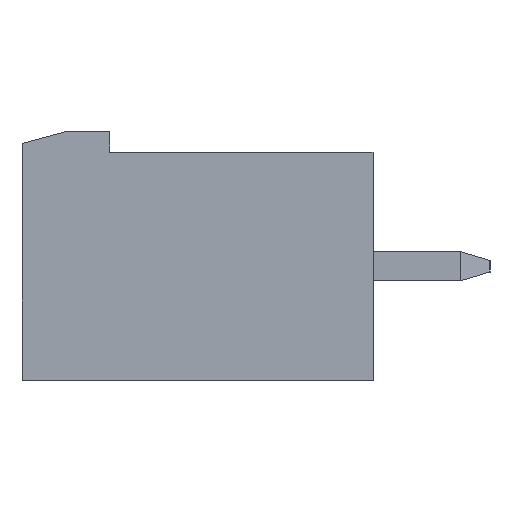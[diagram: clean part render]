
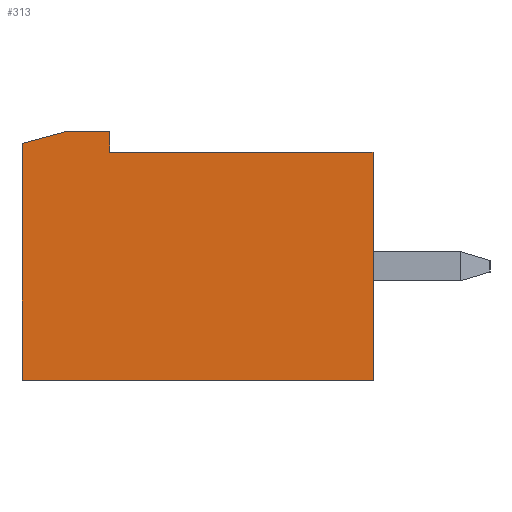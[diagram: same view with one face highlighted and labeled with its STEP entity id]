
A CAD part, left-side view. The second image highlights one B-rep face of the part: STEP entity #313.
In plain terms, the highlighted planar face has unit normal (-1, 0, 0).
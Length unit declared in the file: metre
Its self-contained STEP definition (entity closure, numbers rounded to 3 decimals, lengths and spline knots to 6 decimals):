
#313=ADVANCED_FACE('',(#756),#757,.F.);
#756=FACE_OUTER_BOUND('',#1334,.T.);
#757=PLANE('',#1335);
#1334=EDGE_LOOP('',(#2191,#2192,#2193,#2194,#2195,#2196,#2197));
#1335=AXIS2_PLACEMENT_3D('',#2198,#2199,#2200);
#2191=ORIENTED_EDGE('',*,*,#3678,.F.);
#2192=ORIENTED_EDGE('',*,*,#3679,.T.);
#2193=ORIENTED_EDGE('',*,*,#3680,.F.);
#2194=ORIENTED_EDGE('',*,*,#3681,.F.);
#2195=ORIENTED_EDGE('',*,*,#3682,.F.);
#2196=ORIENTED_EDGE('',*,*,#3683,.F.);
#2197=ORIENTED_EDGE('',*,*,#3684,.F.);
#2198=CARTESIAN_POINT('',(0.00529,0.0108,0.000622));
#2199=DIRECTION('',(1.0,0.0,0.0));
#2200=DIRECTION('',(0.0,1.0,0.0));
#3678=EDGE_CURVE('',#4490,#4491,#4492,.T.);
#3679=EDGE_CURVE('',#4490,#4493,#4494,.T.);
#3680=EDGE_CURVE('',#4495,#4493,#4496,.T.);
#3681=EDGE_CURVE('',#4497,#4495,#4498,.T.);
#3682=EDGE_CURVE('',#4499,#4497,#4500,.T.);
#3683=EDGE_CURVE('',#4501,#4499,#4502,.T.);
#3684=EDGE_CURVE('',#4491,#4501,#4503,.T.);
#4490=VERTEX_POINT('',#5655);
#4491=VERTEX_POINT('',#5656);
#4492=LINE('',#5657,#5658);
#4493=VERTEX_POINT('',#5659);
#4494=LINE('',#5660,#5661);
#4495=VERTEX_POINT('',#5662);
#4496=LINE('',#5663,#5664);
#4497=VERTEX_POINT('',#5665);
#4498=LINE('',#5666,#5667);
#4499=VERTEX_POINT('',#5668);
#4500=LINE('',#5669,#5670);
#4501=VERTEX_POINT('',#5671);
#4502=LINE('',#5672,#5673);
#4503=LINE('',#5674,#5675);
#5655=CARTESIAN_POINT('',(0.00529,0.,-0.0078));
#5656=CARTESIAN_POINT('',(0.00529,0.012,-0.0078));
#5657=CARTESIAN_POINT('',(0.00529,0.012,-0.0078));
#5658=VECTOR('',#6688,1.0);
#5659=CARTESIAN_POINT('',(0.00529,0.,0.));
#5660=CARTESIAN_POINT('',(0.00529,0.,0.));
#5661=VECTOR('',#6689,1.0);
#5662=CARTESIAN_POINT('',(0.00529,0.009,0.));
#5663=CARTESIAN_POINT('',(0.00529,0.0022,0.));
#5664=VECTOR('',#6690,1.0);
#5665=CARTESIAN_POINT('',(0.00529,0.009,0.0007));
#5666=CARTESIAN_POINT('',(0.00529,0.009,0.0003));
#5667=VECTOR('',#6691,1.0);
#5668=CARTESIAN_POINT('',(0.00529,0.010507,0.0007));
#5669=CARTESIAN_POINT('',(0.00529,0.009,0.0007));
#5670=VECTOR('',#6692,1.0);
#5671=CARTESIAN_POINT('',(0.00529,0.012,0.0003));
#5672=CARTESIAN_POINT('',(0.00529,0.012,0.0003));
#5673=VECTOR('',#6693,1.0);
#5674=CARTESIAN_POINT('',(0.00529,0.012,0.0003));
#5675=VECTOR('',#6694,1.0);
#6688=DIRECTION('',(0.0,1.0,0.));
#6689=DIRECTION('',(0.0,0.,1.0));
#6690=DIRECTION('',(0.0,-1.0,0.));
#6691=DIRECTION('',(0.0,0.,-1.0));
#6692=DIRECTION('',(0.0,-1.0,0.));
#6693=DIRECTION('',(0.0,-0.966,0.259));
#6694=DIRECTION('',(0.0,0.,1.0));
